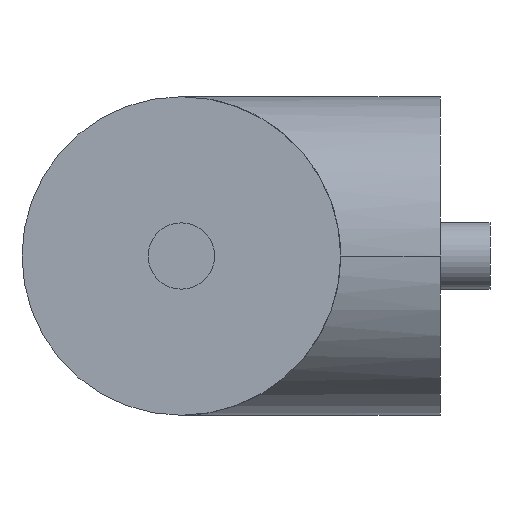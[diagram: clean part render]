
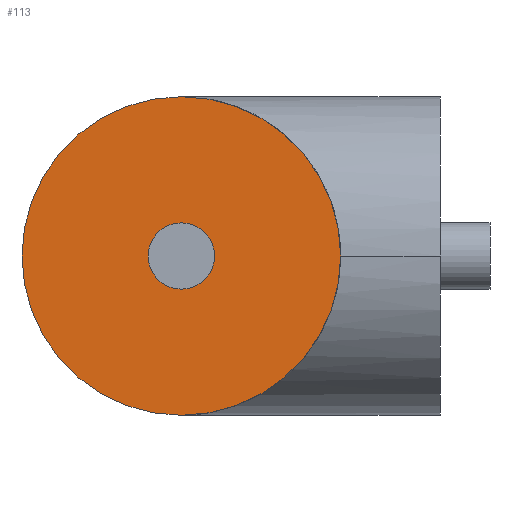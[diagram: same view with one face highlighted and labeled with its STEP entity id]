
A CAD part, front view. The second image highlights one B-rep face of the part: STEP entity #113.
In plain terms, the highlighted planar face has unit normal (0, -1, 0).
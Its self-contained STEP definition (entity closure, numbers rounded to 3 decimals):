
#6 = AXIS2_PLACEMENT_3D ( 'NONE', #126, #288, #43 ) ;
#31 = DIRECTION ( 'NONE',  ( 0., 1., 0. ) ) ;
#37 = ORIENTED_EDGE ( 'NONE', *, *, #450, .T. ) ;
#38 = EDGE_CURVE ( 'NONE', #253, #539, #166, .T. ) ;
#39 = CARTESIAN_POINT ( 'NONE',  ( 24., 0., -24. ) ) ;
#43 = DIRECTION ( 'NONE',  ( 0., 0., -1. ) ) ;
#57 = DIRECTION ( 'NONE',  ( 0., 0., -1. ) ) ;
#62 = CARTESIAN_POINT ( 'NONE',  ( 24., 0., -24. ) ) ;
#63 = EDGE_CURVE ( 'NONE', #205, #245, #525, .T. ) ;
#72 = EDGE_CURVE ( 'NONE', #539, #205, #301, .T. ) ;
#91 = CARTESIAN_POINT ( 'NONE',  ( 24., 0., -19. ) ) ;
#96 = CARTESIAN_POINT ( 'NONE',  ( 24., 0., -48. ) ) ;
#100 = DIRECTION ( 'NONE',  ( 0., -1., 0. ) ) ;
#105 = CARTESIAN_POINT ( 'NONE',  ( 48., 0., -24. ) ) ;
#113 = ADVANCED_FACE ( 'NONE', ( #260, #309 ), #394, .T. ) ;
#117 = DIRECTION ( 'NONE',  ( 0., 0., -1. ) ) ;
#122 = CIRCLE ( 'NONE', #413, 5. ) ;
#125 = ORIENTED_EDGE ( 'NONE', *, *, #72, .T. ) ;
#126 = CARTESIAN_POINT ( 'NONE',  ( 24., 0., -24. ) ) ;
#136 = EDGE_LOOP ( 'NONE', ( #333, #37 ) ) ;
#166 = CIRCLE ( 'NONE', #436, 24. ) ;
#171 = EDGE_LOOP ( 'NONE', ( #504, #125, #292, #340 ) ) ;
#175 = AXIS2_PLACEMENT_3D ( 'NONE', #39, #455, #206 ) ;
#188 = DIRECTION ( 'NONE',  ( 0., -1., 0. ) ) ;
#198 = CARTESIAN_POINT ( 'NONE',  ( 24., 0., -24. ) ) ;
#201 = AXIS2_PLACEMENT_3D ( 'NONE', #471, #188, #480 ) ;
#205 = VERTEX_POINT ( 'NONE', #105 ) ;
#206 = DIRECTION ( 'NONE',  ( 0., 0., -1. ) ) ;
#210 = EDGE_CURVE ( 'NONE', #501, #448, #122, .T. ) ;
#245 = VERTEX_POINT ( 'NONE', #372 ) ;
#253 = VERTEX_POINT ( 'NONE', #526 ) ;
#260 = FACE_BOUND ( 'NONE', #136, .T. ) ;
#267 = CARTESIAN_POINT ( 'NONE',  ( 0., 0., 0. ) ) ;
#288 = DIRECTION ( 'NONE',  ( 0., 1., 0. ) ) ;
#292 = ORIENTED_EDGE ( 'NONE', *, *, #63, .T. ) ;
#301 = CIRCLE ( 'NONE', #201, 24. ) ;
#309 = FACE_OUTER_BOUND ( 'NONE', #171, .T. ) ;
#332 = AXIS2_PLACEMENT_3D ( 'NONE', #356, #434, #57 ) ;
#333 = ORIENTED_EDGE ( 'NONE', *, *, #210, .T. ) ;
#334 = CARTESIAN_POINT ( 'NONE',  ( 24., 0., -29. ) ) ;
#339 = CIRCLE ( 'NONE', #175, 24. ) ;
#340 = ORIENTED_EDGE ( 'NONE', *, *, #444, .T. ) ;
#346 = DIRECTION ( 'NONE',  ( 0., -1., 0. ) ) ;
#356 = CARTESIAN_POINT ( 'NONE',  ( 24., 0., -24. ) ) ;
#372 = CARTESIAN_POINT ( 'NONE',  ( 24., 0., 0. ) ) ;
#394 = PLANE ( 'NONE',  #464 ) ;
#401 = DIRECTION ( 'NONE',  ( 0., 0., -1. ) ) ;
#413 = AXIS2_PLACEMENT_3D ( 'NONE', #198, #31, #117 ) ;
#434 = DIRECTION ( 'NONE',  ( 0., -1., 0. ) ) ;
#436 = AXIS2_PLACEMENT_3D ( 'NONE', #62, #346, #401 ) ;
#444 = EDGE_CURVE ( 'NONE', #245, #253, #339, .T. ) ;
#448 = VERTEX_POINT ( 'NONE', #334 ) ;
#450 = EDGE_CURVE ( 'NONE', #448, #501, #462, .T. ) ;
#455 = DIRECTION ( 'NONE',  ( 0., -1., 0. ) ) ;
#462 = CIRCLE ( 'NONE', #6, 5. ) ;
#464 = AXIS2_PLACEMENT_3D ( 'NONE', #267, #100, #524 ) ;
#471 = CARTESIAN_POINT ( 'NONE',  ( 24., 0., -24. ) ) ;
#480 = DIRECTION ( 'NONE',  ( 0., 0., -1. ) ) ;
#501 = VERTEX_POINT ( 'NONE', #91 ) ;
#504 = ORIENTED_EDGE ( 'NONE', *, *, #38, .T. ) ;
#524 = DIRECTION ( 'NONE',  ( 0., 0., -1. ) ) ;
#525 = CIRCLE ( 'NONE', #332, 24. ) ;
#526 = CARTESIAN_POINT ( 'NONE',  ( 0., 0., -24. ) ) ;
#539 = VERTEX_POINT ( 'NONE', #96 ) ;
